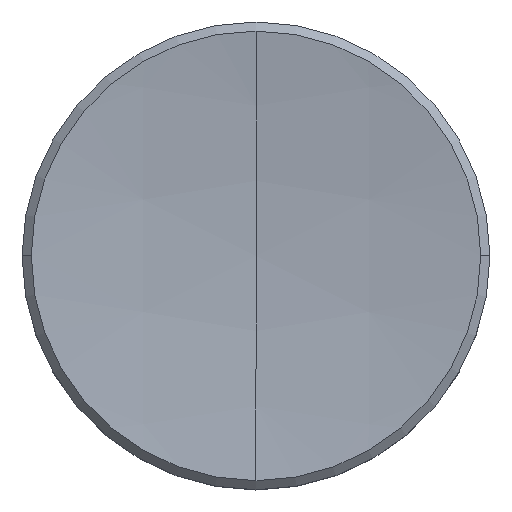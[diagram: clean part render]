
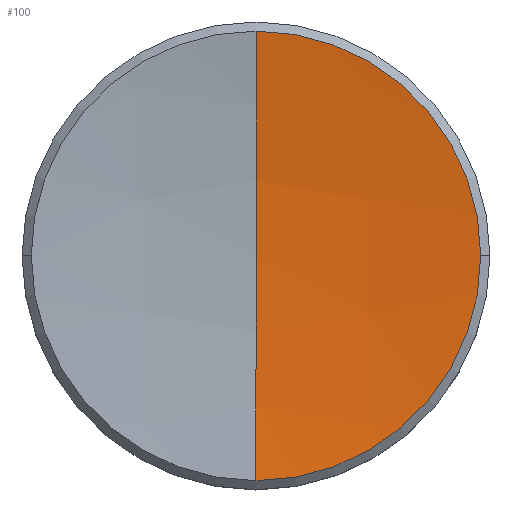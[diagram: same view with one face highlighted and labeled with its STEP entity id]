
A CAD part, top view. The second image highlights one B-rep face of the part: STEP entity #100.
In plain terms, the highlighted spherical face has radius 46 mm.
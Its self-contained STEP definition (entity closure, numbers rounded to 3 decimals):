
#13 = VERTEX_POINT ( 'NONE', #76 ) ;
#15 = CARTESIAN_POINT ( 'NONE',  ( 6.102, 0., 1.953 ) ) ;
#34 = CIRCLE ( 'NONE', #299, 6.102 ) ;
#38 = VERTEX_POINT ( 'NONE', #235 ) ;
#50 = CARTESIAN_POINT ( 'NONE',  ( 0., 0., 1.953 ) ) ;
#53 = DIRECTION ( 'NONE',  ( 0., 1., 0. ) ) ;
#55 = CARTESIAN_POINT ( 'NONE',  ( 0., 0., 1.547 ) ) ;
#57 = CIRCLE ( 'NONE', #102, 46. ) ;
#61 = CARTESIAN_POINT ( 'NONE',  ( 0., 0., 47.547 ) ) ;
#67 = DIRECTION ( 'NONE',  ( 0., -1., 0. ) ) ;
#76 = CARTESIAN_POINT ( 'NONE',  ( 0., 6.102, 1.953 ) ) ;
#81 = ORIENTED_EDGE ( 'NONE', *, *, #124, .T. ) ;
#83 = CIRCLE ( 'NONE', #162, 6.102 ) ;
#95 = DIRECTION ( 'NONE',  ( 1., 0., 0. ) ) ;
#100 = ADVANCED_FACE ( 'NONE', ( #139 ), #226, .F. ) ;
#102 = AXIS2_PLACEMENT_3D ( 'NONE', #166, #95, #140 ) ;
#106 = DIRECTION ( 'NONE',  ( 1., 0., 0. ) ) ;
#118 = VERTEX_POINT ( 'NONE', #15 ) ;
#124 = EDGE_CURVE ( 'NONE', #195, #38, #284, .T. ) ;
#130 = ORIENTED_EDGE ( 'NONE', *, *, #149, .F. ) ;
#131 = DIRECTION ( 'NONE',  ( 0., 0., 1. ) ) ;
#136 = DIRECTION ( 'NONE',  ( -1., 0., 0. ) ) ;
#139 = FACE_OUTER_BOUND ( 'NONE', #222, .T. ) ;
#140 = DIRECTION ( 'NONE',  ( 0., 0., -1. ) ) ;
#144 = AXIS2_PLACEMENT_3D ( 'NONE', #182, #136, #53 ) ;
#149 = EDGE_CURVE ( 'NONE', #195, #13, #57, .T. ) ;
#162 = AXIS2_PLACEMENT_3D ( 'NONE', #50, #179, #106 ) ;
#166 = CARTESIAN_POINT ( 'NONE',  ( 0., 0., 47.547 ) ) ;
#179 = DIRECTION ( 'NONE',  ( 0., 0., 1. ) ) ;
#182 = CARTESIAN_POINT ( 'NONE',  ( 0., 0., 47.547 ) ) ;
#186 = EDGE_CURVE ( 'NONE', #118, #13, #83, .T. ) ;
#195 = VERTEX_POINT ( 'NONE', #55 ) ;
#208 = DIRECTION ( 'NONE',  ( 1., 0., 0. ) ) ;
#215 = ORIENTED_EDGE ( 'NONE', *, *, #186, .T. ) ;
#222 = EDGE_LOOP ( 'NONE', ( #130, #81, #287, #215 ) ) ;
#226 = SPHERICAL_SURFACE ( 'NONE', #144, 46. ) ;
#235 = CARTESIAN_POINT ( 'NONE',  ( 0., -6.102, 1.953 ) ) ;
#252 = CARTESIAN_POINT ( 'NONE',  ( 0., 0., 1.953 ) ) ;
#255 = AXIS2_PLACEMENT_3D ( 'NONE', #61, #291, #67 ) ;
#284 = CIRCLE ( 'NONE', #255, 46. ) ;
#287 = ORIENTED_EDGE ( 'NONE', *, *, #316, .T. ) ;
#291 = DIRECTION ( 'NONE',  ( -1., 0., 0. ) ) ;
#299 = AXIS2_PLACEMENT_3D ( 'NONE', #252, #131, #208 ) ;
#316 = EDGE_CURVE ( 'NONE', #38, #118, #34, .T. ) ;
